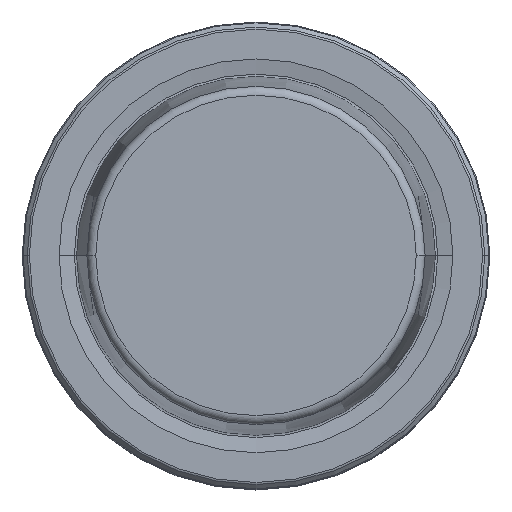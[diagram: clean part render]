
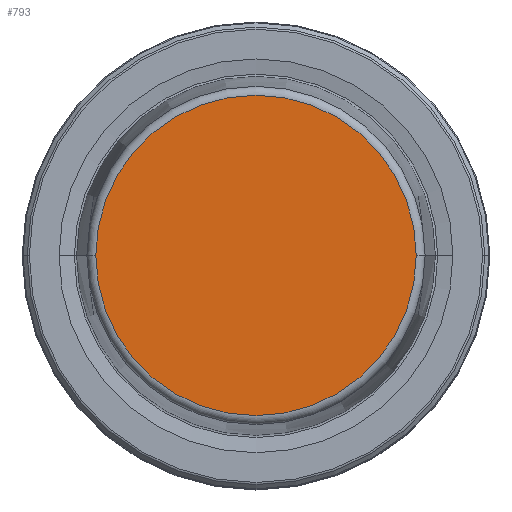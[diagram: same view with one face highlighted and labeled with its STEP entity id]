
A CAD part, top view. The second image highlights one B-rep face of the part: STEP entity #793.
In plain terms, the highlighted planar face has unit normal (0, 0, 1).
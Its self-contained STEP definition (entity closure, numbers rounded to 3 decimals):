
#7 = AXIS2_PLACEMENT_3D ( 'NONE', #517, #1195, #613 ) ;
#50 = DIRECTION ( 'NONE',  ( 1., 0., 0. ) ) ;
#56 = DIRECTION ( 'NONE',  ( -1., 0., 0. ) ) ;
#206 = EDGE_CURVE ( 'NONE', #327, #400, #1252, .T. ) ;
#327 = VERTEX_POINT ( 'NONE', #1146 ) ;
#400 = VERTEX_POINT ( 'NONE', #574 ) ;
#460 = CIRCLE ( 'NONE', #7, 21.581 ) ;
#493 = EDGE_LOOP ( 'NONE', ( #1256, #926 ) ) ;
#517 = CARTESIAN_POINT ( 'NONE',  ( 0., 0., 31.9 ) ) ;
#530 = AXIS2_PLACEMENT_3D ( 'NONE', #1219, #635, #56 ) ;
#574 = CARTESIAN_POINT ( 'NONE',  ( -21.581, 0., 31.9 ) ) ;
#613 = DIRECTION ( 'NONE',  ( 1., 0., 0. ) ) ;
#626 = DIRECTION ( 'NONE',  ( 0., 0., 1. ) ) ;
#635 = DIRECTION ( 'NONE',  ( 0., 0., -1. ) ) ;
#753 = EDGE_CURVE ( 'NONE', #400, #327, #460, .T. ) ;
#793 = ADVANCED_FACE ( 'NONE', ( #1173 ), #923, .F. ) ;
#863 = AXIS2_PLACEMENT_3D ( 'NONE', #1213, #626, #50 ) ;
#923 = PLANE ( 'NONE',  #530 ) ;
#926 = ORIENTED_EDGE ( 'NONE', *, *, #753, .T. ) ;
#1146 = CARTESIAN_POINT ( 'NONE',  ( 21.581, 0., 31.9 ) ) ;
#1173 = FACE_OUTER_BOUND ( 'NONE', #493, .T. ) ;
#1195 = DIRECTION ( 'NONE',  ( 0., 0., 1. ) ) ;
#1213 = CARTESIAN_POINT ( 'NONE',  ( 0., 0., 31.9 ) ) ;
#1219 = CARTESIAN_POINT ( 'NONE',  ( 0., 0., 31.9 ) ) ;
#1252 = CIRCLE ( 'NONE', #863, 21.581 ) ;
#1256 = ORIENTED_EDGE ( 'NONE', *, *, #206, .T. ) ;
